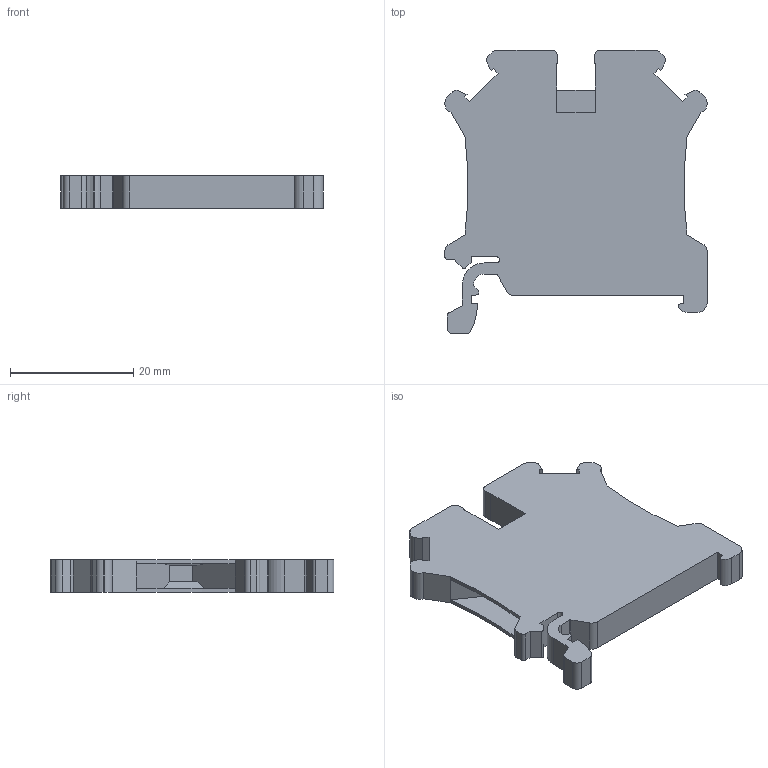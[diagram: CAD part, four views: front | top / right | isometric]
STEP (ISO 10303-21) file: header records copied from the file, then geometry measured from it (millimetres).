
FILE_DESCRIPTION((''),'2;1');
FILE_NAME('UKHV-2_5','2021-09-09T',('Administrator'),(''),'PRO/ENGINEER BY PARAMETRIC TECHNOLOGY CORPORATION, 2013230','PRO/ENGINEER BY PARAMETRIC TECHNOLOGY CORPORATION, 2013230','');
FILE_SCHEMA(('AUTOMOTIVE_DESIGN { 1 0 10303 214 1 1 1 1 }'));
Length unit declared in the file: millimetre
Products named in the file (1): UKHV-2_5
Bounding box: 42.5 x 46 x 5.2 mm (x, y, z)
Volume: 6507.3 mm3; surface area: 4482.2 mm2
Topology: 1 solids, 1 shells, 125 faces, 351 edges, 230 vertices
Faces by surface type: plane 88, cylinder 37
Entity records: 4075 total; most frequent: CARTESIAN_POINT 708, ORIENTED_EDGE 702, DIRECTION 675, EDGE_CURVE 351, VECTOR 277, LINE 277, VERTEX_POINT 230, AXIS2_PLACEMENT_3D 199
